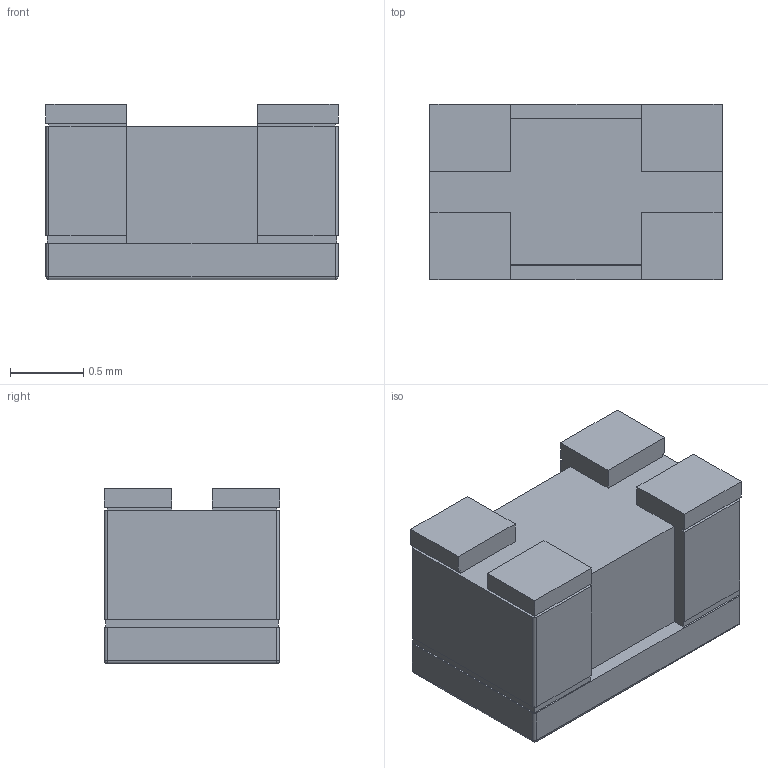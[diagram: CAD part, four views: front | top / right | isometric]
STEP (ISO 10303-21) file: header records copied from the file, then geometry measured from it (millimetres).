
FILE_DESCRIPTION (( 'STEP AP214' ), '1' );
FILE_NAME ('User Library-CM0805.STEP', '2022-05-20T03:29:32', ( '' ), ( '' ), 'SwSTEP 2.0', 'SolidWorks 2021', '' );
FILE_SCHEMA (( 'AUTOMOTIVE_DESIGN' ));
Length unit declared in the file: millimetre
Products named in the file (1): User Library-CM0805
Bounding box: 2 x 1.2 x 1.2 mm (x, y, z)
Volume: 2.5 mm3; surface area: 13.2 mm2
Topology: 1 solids, 1 shells, 71 faces, 196 edges, 124 vertices
Faces by surface type: plane 55, cylinder 12, sphere 4
Entity records: 2338 total; most frequent: CARTESIAN_POINT 388, ORIENTED_EDGE 384, DIRECTION 360, EDGE_CURVE 192, LINE 168, VECTOR 168, VERTEX_POINT 124, AXIS2_PLACEMENT_3D 96
